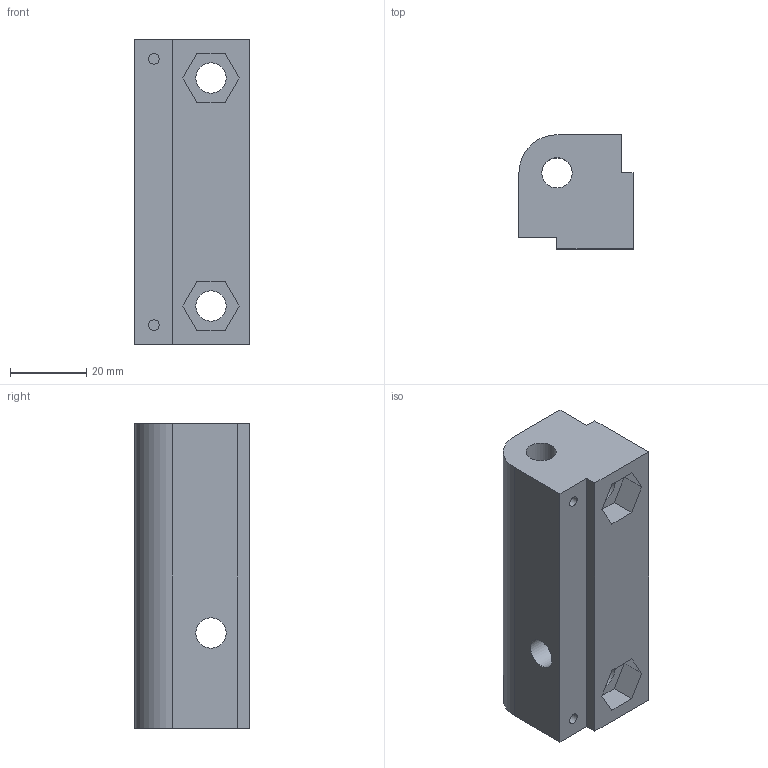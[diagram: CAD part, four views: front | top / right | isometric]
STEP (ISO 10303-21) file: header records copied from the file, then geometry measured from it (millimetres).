
FILE_DESCRIPTION(('FreeCAD Model'),'2;1');
FILE_NAME('Corner_FL.step', '2017-04-02T17:01:17',('Author'),(''), 'Open CASCADE STEP processor 6.8','FreeCAD','Unknown');
FILE_SCHEMA(('AUTOMOTIVE_DESIGN_CC2 { 1 2 10303 214 -1 1 5 4 }'));
Length unit declared in the file: millimetre
Products named in the file (2): ASSEMBLY; Pocket007
Assembly tree (1 placements, depth 2):
  ASSEMBLY
    Pocket007
Bounding box: 30 x 30 x 80 mm (x, y, z)
Volume: 55021 mm3; surface area: 15315.8 mm2
Topology: 1 solids, 1 shells, 44 faces, 105 edges, 70 vertices
Faces by surface type: plane 35, cylinder 9
Full cylindrical faces by diameter (mm): 2.8 x4, 8 x4
Entity records: 2720 total; most frequent: CARTESIAN_POINT 497, DIRECTION 414, LINE 279, VECTOR 279, ORIENTED_EDGE 210, PCURVE 210, DEFINITIONAL_REPRESENTATION 210, EDGE_CURVE 105
